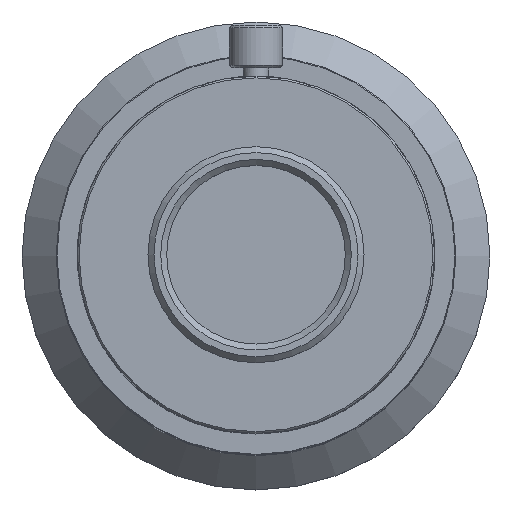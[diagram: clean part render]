
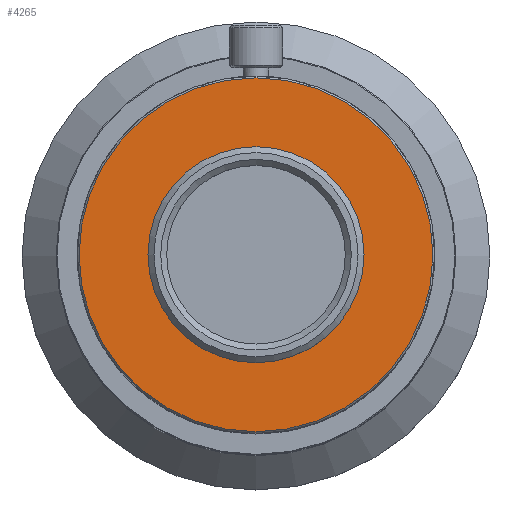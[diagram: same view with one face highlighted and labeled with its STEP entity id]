
A CAD part, top view. The second image highlights one B-rep face of the part: STEP entity #4265.
In plain terms, the highlighted planar face has unit normal (0, 0, 1).
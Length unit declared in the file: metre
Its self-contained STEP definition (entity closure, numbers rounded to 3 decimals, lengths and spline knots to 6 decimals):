
#4265=ADVANCED_FACE('7:84',(#12371,#12372),#12373,.T.);
#8859=EDGE_CURVE('0:4015',#19284,#19284,#19285,.T.);
#8861=EDGE_CURVE('0:4000',#19287,#19287,#19288,.T.);
#12371=FACE_BOUND('',#23345,.T.);
#12372=FACE_OUTER_BOUND('',#23346,.T.);
#12373=PLANE('',#23347);
#19284=VERTEX_POINT('',#37985);
#19285=CIRCLE('',#37986,0.0121);
#19287=VERTEX_POINT('',#37989);
#19288=CIRCLE('',#37990,0.0208);
#23345=EDGE_LOOP('',(#46609));
#23346=EDGE_LOOP('',(#46610));
#23347=AXIS2_PLACEMENT_3D('',#46611,#46612,#46613);
#37985=CARTESIAN_POINT('',(0.0121,0.,0.221));
#37986=AXIS2_PLACEMENT_3D('',#55766,#55767,#55768);
#37989=CARTESIAN_POINT('',(0.0,-0.0208,0.221));
#37990=AXIS2_PLACEMENT_3D('',#55769,#55770,#55771);
#46609=ORIENTED_EDGE('',*,*,#8859,.T.);
#46610=ORIENTED_EDGE('',*,*,#8861,.F.);
#46611=CARTESIAN_POINT('',(0.0,0.,0.221));
#46612=DIRECTION('',(0.0,0.,1.0));
#46613=DIRECTION('',(0.0,-1.0,0.));
#55766=CARTESIAN_POINT('',(0.0,0.,0.221));
#55767=DIRECTION('',(0.0,0.,-1.0));
#55768=DIRECTION('',(1.0,0.0,0.0));
#55769=CARTESIAN_POINT('',(0.0,0.,0.221));
#55770=DIRECTION('',(-0.0,0.,-1.0));
#55771=DIRECTION('',(0.0,-1.0,0.));
